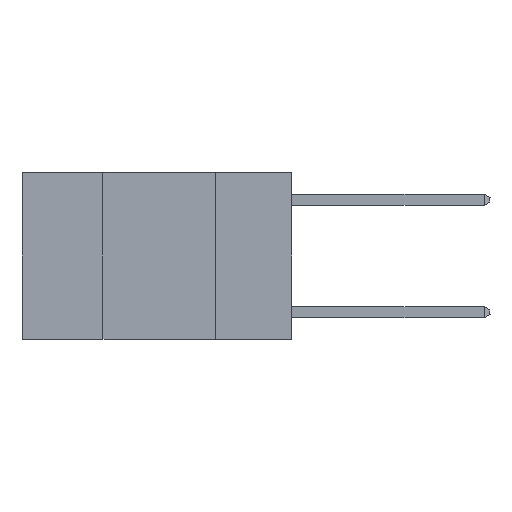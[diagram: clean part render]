
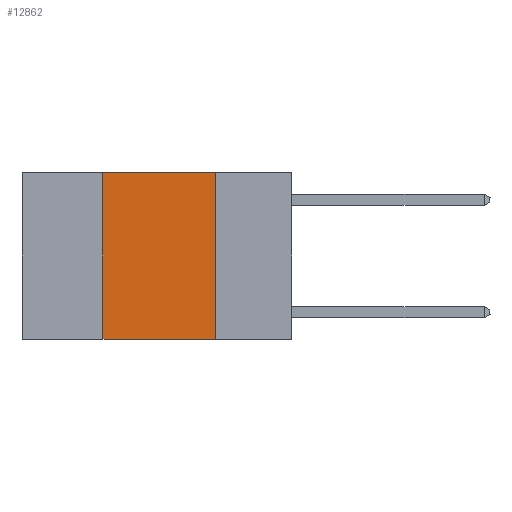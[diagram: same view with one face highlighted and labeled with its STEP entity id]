
A CAD part, left-side view. The second image highlights one B-rep face of the part: STEP entity #12862.
In plain terms, the highlighted planar face has unit normal (-1, 0, 0).
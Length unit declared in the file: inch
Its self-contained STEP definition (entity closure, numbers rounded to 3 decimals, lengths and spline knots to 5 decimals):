
#99 = EDGE_CURVE ( 'NONE', #6859, #10266, #11614, .T. ) ;
#382 = ORIENTED_EDGE ( 'NONE', *, *, #9155, .T. ) ;
#688 = DIRECTION ( 'NONE',  ( 0., -1., 0. ) ) ;
#832 = CARTESIAN_POINT ( 'NONE',  ( 0., 0.6, 0. ) ) ;
#1024 = CARTESIAN_POINT ( 'NONE',  ( 0., 0.17, 0. ) ) ;
#2474 = CARTESIAN_POINT ( 'NONE',  ( 0., 0.17, 0. ) ) ;
#3200 = LINE ( 'NONE', #1024, #4797 ) ;
#3241 = VERTEX_POINT ( 'NONE', #8652 ) ;
#3598 = DIRECTION ( 'NONE',  ( 0., -1., 0. ) ) ;
#4630 = DIRECTION ( 'NONE',  ( 0., 0., -1. ) ) ;
#4797 = VECTOR ( 'NONE', #10805, 39.37008 ) ;
#5204 = CARTESIAN_POINT ( 'NONE',  ( 0., 0.42, 0. ) ) ;
#5867 = CARTESIAN_POINT ( 'NONE',  ( 0., 0.6, -0.37 ) ) ;
#6491 = CARTESIAN_POINT ( 'NONE',  ( 0., 0.42, -0.37 ) ) ;
#6682 = EDGE_LOOP ( 'NONE', ( #10378, #11470, #8556, #382 ) ) ;
#6859 = VERTEX_POINT ( 'NONE', #5204 ) ;
#6890 = DIRECTION ( 'NONE',  ( 0., 0., 1. ) ) ;
#7657 = CARTESIAN_POINT ( 'NONE',  ( 0., 0.42, 0. ) ) ;
#8399 = AXIS2_PLACEMENT_3D ( 'NONE', #11181, #13455, #4630 ) ;
#8400 = VECTOR ( 'NONE', #6890, 39.37008 ) ;
#8556 = ORIENTED_EDGE ( 'NONE', *, *, #11047, .F. ) ;
#8652 = CARTESIAN_POINT ( 'NONE',  ( 0., 0.17, -0.37 ) ) ;
#9064 = LINE ( 'NONE', #5867, #13622 ) ;
#9108 = FACE_OUTER_BOUND ( 'NONE', #6682, .T. ) ;
#9155 = EDGE_CURVE ( 'NONE', #13614, #3241, #9064, .T. ) ;
#9172 = PLANE ( 'NONE',  #8399 ) ;
#10266 = VERTEX_POINT ( 'NONE', #2474 ) ;
#10378 = ORIENTED_EDGE ( 'NONE', *, *, #10944, .F. ) ;
#10805 = DIRECTION ( 'NONE',  ( 0., 0., -1. ) ) ;
#10944 = EDGE_CURVE ( 'NONE', #10266, #3241, #3200, .T. ) ;
#11047 = EDGE_CURVE ( 'NONE', #13614, #6859, #13230, .T. ) ;
#11076 = VECTOR ( 'NONE', #688, 39.37008 ) ;
#11181 = CARTESIAN_POINT ( 'NONE',  ( 0., 0.6, 0. ) ) ;
#11470 = ORIENTED_EDGE ( 'NONE', *, *, #99, .F. ) ;
#11614 = LINE ( 'NONE', #832, #11076 ) ;
#12862 = ADVANCED_FACE ( 'NONE', ( #9108 ), #9172, .F. ) ;
#13230 = LINE ( 'NONE', #7657, #8400 ) ;
#13455 = DIRECTION ( 'NONE',  ( 1., 0., 0. ) ) ;
#13614 = VERTEX_POINT ( 'NONE', #6491 ) ;
#13622 = VECTOR ( 'NONE', #3598, 39.37008 ) ;
